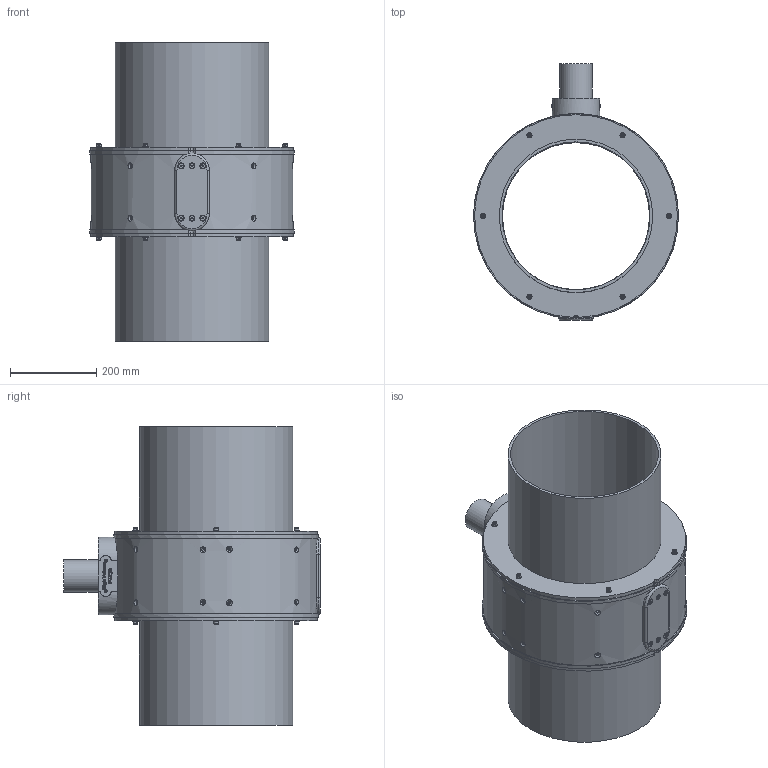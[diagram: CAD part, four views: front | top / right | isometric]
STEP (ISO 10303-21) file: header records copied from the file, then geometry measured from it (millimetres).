
FILE_DESCRIPTION (( 'STEP AP214' ), '1' );
FILE_NAME ('P-341-030-rev-C-IP.STEP', '2025-03-10T12:51:41', ( '' ), ( '' ), 'SwSTEP 2.0', 'SolidWorks 2024', '' );
FILE_SCHEMA (( 'AUTOMOTIVE_DESIGN' ));
Length unit declared in the file: millimetre
Products named in the file (1): P-341-030-rev-C-IP
Bounding box: 474.99 x 595.04 x 692 mm (x, y, z)
Volume: 21622214.7 mm3; surface area: 1828550.5 mm2
Topology: 1 solids, 8 shells, 1016 faces, 2549 edges, 1628 vertices
Faces by surface type: plane 573, bspline 204, cylinder 127, cone 88, torus 20, sphere 4
Full cylindrical faces by diameter (mm): 5 x16, 6 x1, 6.6 x22, 7.6 x4, 10 x12, 10.2 x6, 11.57 x6, 12 x12, 75 x1, 341 x1, 343 x2, 355.6 x2
Entity records: 52905 total; most frequent: CARTESIAN_POINT 20173, ORIENTED_EDGE 4538, DIRECTION 3808, EDGE_CURVE 2269, VERTEX_POINT 1539, VECTOR 1384, LINE 1384, EDGE_LOOP 1298
